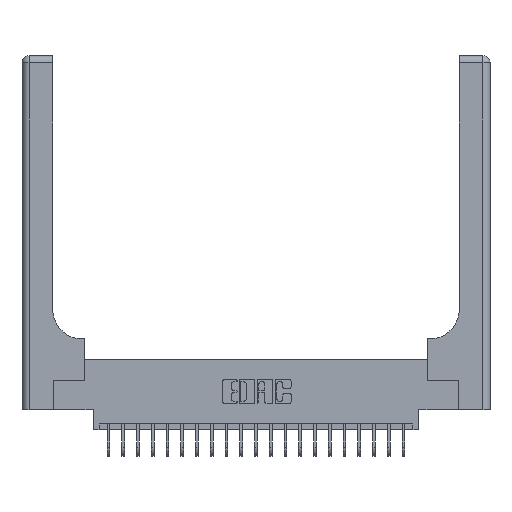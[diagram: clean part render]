
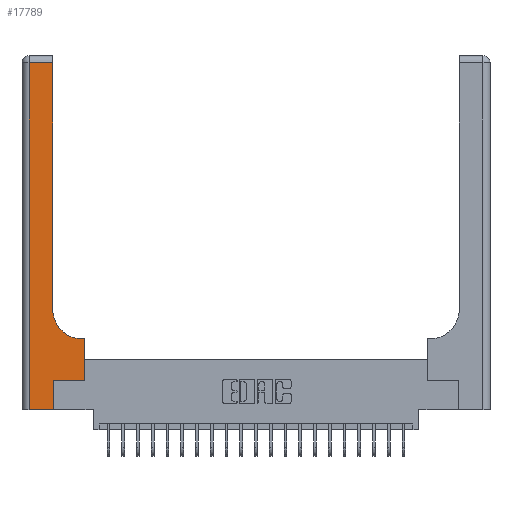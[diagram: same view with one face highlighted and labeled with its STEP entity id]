
A CAD part, top view. The second image highlights one B-rep face of the part: STEP entity #17789.
In plain terms, the highlighted planar face has unit normal (0, 0, 1).
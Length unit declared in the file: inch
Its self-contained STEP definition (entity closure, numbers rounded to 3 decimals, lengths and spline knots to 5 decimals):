
#167 = CARTESIAN_POINT ( 'NONE',  ( 0.26, 0.85, 0.37 ) ) ;
#806 = CARTESIAN_POINT ( 'NONE',  ( 0.528, 0.25, 0.37 ) ) ;
#1118 = EDGE_CURVE ( 'NONE', #20806, #1843, #5150, .T. ) ;
#1124 = VERTEX_POINT ( 'NONE', #806 ) ;
#1680 = EDGE_CURVE ( 'NONE', #1843, #11960, #20597, .T. ) ;
#1790 = ORIENTED_EDGE ( 'NONE', *, *, #3215, .T. ) ;
#1843 = VERTEX_POINT ( 'NONE', #15767 ) ;
#1964 = CARTESIAN_POINT ( 'NONE',  ( 0.51, 0.85, 0.37 ) ) ;
#2429 = EDGE_CURVE ( 'NONE', #3310, #9210, #14809, .T. ) ;
#2519 = LINE ( 'NONE', #13060, #10790 ) ;
#2825 = ORIENTED_EDGE ( 'NONE', *, *, #7009, .T. ) ;
#2833 = CARTESIAN_POINT ( 'NONE',  ( 0.528, 0.6, 0.37 ) ) ;
#3215 = EDGE_CURVE ( 'NONE', #8382, #15134, #2519, .T. ) ;
#3310 = VERTEX_POINT ( 'NONE', #2833 ) ;
#4221 = CARTESIAN_POINT ( 'NONE',  ( 0., 3., 0.37 ) ) ;
#4801 = VECTOR ( 'NONE', #18464, 39.37008 ) ;
#4941 = LINE ( 'NONE', #11650, #10932 ) ;
#5150 = LINE ( 'NONE', #11820, #7457 ) ;
#6226 = CARTESIAN_POINT ( 'NONE',  ( 0.265, 0., 0.37 ) ) ;
#7009 = EDGE_CURVE ( 'NONE', #9210, #16882, #14573, .T. ) ;
#7457 = VECTOR ( 'NONE', #9699, 39.37008 ) ;
#8024 = CARTESIAN_POINT ( 'NONE',  ( 0.51, 0.6, 0.37 ) ) ;
#8382 = VERTEX_POINT ( 'NONE', #21815 ) ;
#8401 = ORIENTED_EDGE ( 'NONE', *, *, #17847, .T. ) ;
#8572 = CARTESIAN_POINT ( 'NONE',  ( 0.06, 2.94, 0.37 ) ) ;
#9022 = DIRECTION ( 'NONE',  ( 1., 0., 0. ) ) ;
#9048 = LINE ( 'NONE', #13320, #18132 ) ;
#9210 = VERTEX_POINT ( 'NONE', #8024 ) ;
#9657 = LINE ( 'NONE', #11261, #4801 ) ;
#9699 = DIRECTION ( 'NONE',  ( 1., 0., 0. ) ) ;
#9972 = DIRECTION ( 'NONE',  ( -1., 0., 0. ) ) ;
#10790 = VECTOR ( 'NONE', #16798, 39.37008 ) ;
#10932 = VECTOR ( 'NONE', #15390, 39.37008 ) ;
#10981 = DIRECTION ( 'NONE',  ( 0., 0., -1. ) ) ;
#11068 = ORIENTED_EDGE ( 'NONE', *, *, #1118, .T. ) ;
#11261 = CARTESIAN_POINT ( 'NONE',  ( 0.06, 3., 0.37 ) ) ;
#11303 = VECTOR ( 'NONE', #11794, 39.37008 ) ;
#11328 = CARTESIAN_POINT ( 'NONE',  ( 0.26, 0.6, 0.37 ) ) ;
#11586 = AXIS2_PLACEMENT_3D ( 'NONE', #1964, #10981, #9022 ) ;
#11650 = CARTESIAN_POINT ( 'NONE',  ( 0.265, 0.25, 0.37 ) ) ;
#11794 = DIRECTION ( 'NONE',  ( 0., 1., 0. ) ) ;
#11820 = CARTESIAN_POINT ( 'NONE',  ( 0., 0., 0.37 ) ) ;
#11960 = VERTEX_POINT ( 'NONE', #15202 ) ;
#11996 = VECTOR ( 'NONE', #16752, 39.37008 ) ;
#13059 = ORIENTED_EDGE ( 'NONE', *, *, #14097, .T. ) ;
#13060 = CARTESIAN_POINT ( 'NONE',  ( 0., 2.94, 0.37 ) ) ;
#13320 = CARTESIAN_POINT ( 'NONE',  ( 0.26, 3., 0.37 ) ) ;
#13565 = ORIENTED_EDGE ( 'NONE', *, *, #1680, .T. ) ;
#14097 = EDGE_CURVE ( 'NONE', #11960, #1124, #4941, .T. ) ;
#14573 = CIRCLE ( 'NONE', #11586, 0.25 ) ;
#14809 = LINE ( 'NONE', #11328, #11996 ) ;
#14985 = ORIENTED_EDGE ( 'NONE', *, *, #2429, .T. ) ;
#15057 = FACE_OUTER_BOUND ( 'NONE', #17625, .T. ) ;
#15134 = VERTEX_POINT ( 'NONE', #8572 ) ;
#15202 = CARTESIAN_POINT ( 'NONE',  ( 0.265, 0.25, 0.37 ) ) ;
#15317 = LINE ( 'NONE', #21090, #11303 ) ;
#15390 = DIRECTION ( 'NONE',  ( 1., 0., 0. ) ) ;
#15767 = CARTESIAN_POINT ( 'NONE',  ( 0.265, 0., 0.37 ) ) ;
#16752 = DIRECTION ( 'NONE',  ( -1., 0., 0. ) ) ;
#16798 = DIRECTION ( 'NONE',  ( -1., 0., 0. ) ) ;
#16882 = VERTEX_POINT ( 'NONE', #167 ) ;
#17576 = ORIENTED_EDGE ( 'NONE', *, *, #18528, .T. ) ;
#17625 = EDGE_LOOP ( 'NONE', ( #22542, #1790, #8401, #11068, #13565, #13059, #17576, #14985, #2825 ) ) ;
#17789 = ADVANCED_FACE ( 'NONE', ( #15057 ), #20547, .F. ) ;
#17847 = EDGE_CURVE ( 'NONE', #15134, #20806, #9657, .T. ) ;
#18132 = VECTOR ( 'NONE', #18940, 39.37008 ) ;
#18464 = DIRECTION ( 'NONE',  ( 0., -1., 0. ) ) ;
#18528 = EDGE_CURVE ( 'NONE', #1124, #3310, #15317, .T. ) ;
#18940 = DIRECTION ( 'NONE',  ( 0., 1., 0. ) ) ;
#19086 = DIRECTION ( 'NONE',  ( 0., 1., 0. ) ) ;
#19161 = AXIS2_PLACEMENT_3D ( 'NONE', #4221, #20699, #9972 ) ;
#20019 = VECTOR ( 'NONE', #19086, 39.37008 ) ;
#20547 = PLANE ( 'NONE',  #19161 ) ;
#20597 = LINE ( 'NONE', #6226, #20019 ) ;
#20699 = DIRECTION ( 'NONE',  ( 0., 0., -1. ) ) ;
#20806 = VERTEX_POINT ( 'NONE', #23025 ) ;
#21090 = CARTESIAN_POINT ( 'NONE',  ( 0.528, 0.25, 0.37 ) ) ;
#21815 = CARTESIAN_POINT ( 'NONE',  ( 0.26, 2.94, 0.37 ) ) ;
#22542 = ORIENTED_EDGE ( 'NONE', *, *, #22781, .T. ) ;
#22781 = EDGE_CURVE ( 'NONE', #16882, #8382, #9048, .T. ) ;
#23025 = CARTESIAN_POINT ( 'NONE',  ( 0.06, 0., 0.37 ) ) ;
